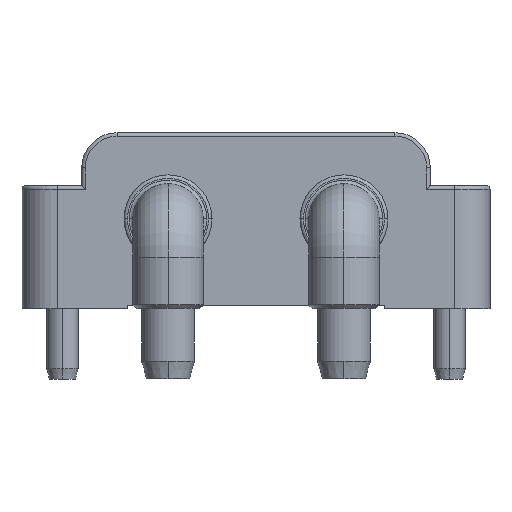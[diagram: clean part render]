
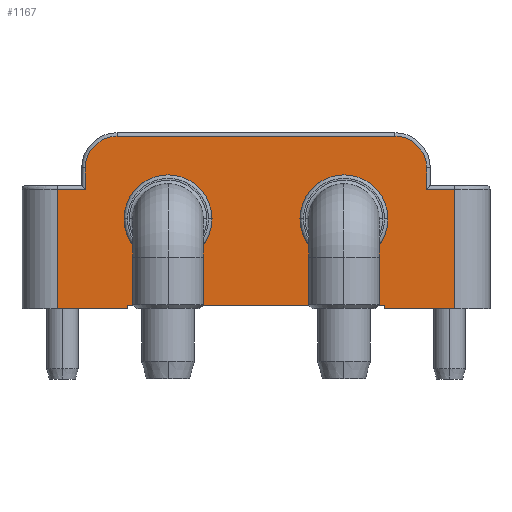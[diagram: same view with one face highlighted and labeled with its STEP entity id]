
A CAD part, top view. The second image highlights one B-rep face of the part: STEP entity #1167.
In plain terms, the highlighted planar face has unit normal (0, 0, 1).
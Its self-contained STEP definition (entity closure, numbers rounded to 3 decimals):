
#73 = LINE ( 'NONE', #2189, #2662 ) ;
#76 = LINE ( 'NONE', #1671, #2736 ) ;
#102 = CARTESIAN_POINT ( 'NONE',  ( -4.85, 4., 1.25 ) ) ;
#142 = CARTESIAN_POINT ( 'NONE',  ( 3.65, 0., 1.25 ) ) ;
#151 = ORIENTED_EDGE ( 'NONE', *, *, #869, .F. ) ;
#178 = EDGE_CURVE ( 'NONE', #2761, #3274, #1662, .T. ) ;
#194 = DIRECTION ( 'NONE',  ( 0., -1., 0. ) ) ;
#392 = VECTOR ( 'NONE', #4280, 1000. ) ;
#402 = CARTESIAN_POINT ( 'NONE',  ( -4.95, 4.9, 1.25 ) ) ;
#479 = ORIENTED_EDGE ( 'NONE', *, *, #178, .T. ) ;
#508 = ORIENTED_EDGE ( 'NONE', *, *, #5058, .F. ) ;
#521 = VERTEX_POINT ( 'NONE', #142 ) ;
#680 = ORIENTED_EDGE ( 'NONE', *, *, #4591, .F. ) ;
#717 = EDGE_CURVE ( 'NONE', #4619, #3255, #1968, .T. ) ;
#765 = DIRECTION ( 'NONE',  ( 1., 0., 0. ) ) ;
#797 = DIRECTION ( 'NONE',  ( 1., 0., 0. ) ) ;
#805 = VECTOR ( 'NONE', #797, 1000. ) ;
#847 = CARTESIAN_POINT ( 'NONE',  ( -4.85, 3.4, 1.25 ) ) ;
#869 = EDGE_CURVE ( 'NONE', #3571, #2502, #2533, .T. ) ;
#922 = EDGE_CURVE ( 'NONE', #2761, #3755, #3105, .T. ) ;
#943 = CARTESIAN_POINT ( 'NONE',  ( -5.65, 5., 1.25 ) ) ;
#944 = CARTESIAN_POINT ( 'NONE',  ( -3.95, 4.9, 1.25 ) ) ;
#967 = LINE ( 'NONE', #943, #3044 ) ;
#995 = CARTESIAN_POINT ( 'NONE',  ( -4.95, 5., 1.25 ) ) ;
#1041 = EDGE_CURVE ( 'NONE', #2088, #4579, #2867, .T. ) ;
#1058 = CARTESIAN_POINT ( 'NONE',  ( -5.65, 3.4, 1.25 ) ) ;
#1151 = VECTOR ( 'NONE', #4085, 1000. ) ;
#1167 = ADVANCED_FACE ( 'NONE', ( #4913 ), #1305, .F. ) ;
#1195 = CARTESIAN_POINT ( 'NONE',  ( -4.95, 3.4, 1.25 ) ) ;
#1244 = EDGE_CURVE ( 'NONE', #3755, #3571, #967, .T. ) ;
#1305 = PLANE ( 'NONE',  #2355 ) ;
#1314 = ORIENTED_EDGE ( 'NONE', *, *, #1869, .F. ) ;
#1357 = DIRECTION ( 'NONE',  ( 0., 0., -1. ) ) ;
#1409 = VECTOR ( 'NONE', #765, 1000. ) ;
#1490 = CARTESIAN_POINT ( 'NONE',  ( -3.65, 0.1, 1.25 ) ) ;
#1534 = VERTEX_POINT ( 'NONE', #2461 ) ;
#1538 = ORIENTED_EDGE ( 'NONE', *, *, #1041, .F. ) ;
#1548 = ORIENTED_EDGE ( 'NONE', *, *, #3572, .F. ) ;
#1662 = LINE ( 'NONE', #2934, #1151 ) ;
#1668 = DIRECTION ( 'NONE',  ( 0., 1., 0. ) ) ;
#1671 = CARTESIAN_POINT ( 'NONE',  ( -4.95, 0.1, 1.25 ) ) ;
#1715 = DIRECTION ( 'NONE',  ( -1., 0., 0. ) ) ;
#1723 = VECTOR ( 'NONE', #1715, 1000. ) ;
#1837 = CARTESIAN_POINT ( 'NONE',  ( 4.85, 3.4, 1.25 ) ) ;
#1848 = CARTESIAN_POINT ( 'NONE',  ( 3.65, 0.1, 1.25 ) ) ;
#1869 = EDGE_CURVE ( 'NONE', #4579, #521, #2719, .T. ) ;
#1878 = CARTESIAN_POINT ( 'NONE',  ( 4.85, 4., 1.25 ) ) ;
#1903 = CARTESIAN_POINT ( 'NONE',  ( 4.85, 4.527, 1.25 ) ) ;
#1943 =( BOUNDED_CURVE ( )  B_SPLINE_CURVE ( 3, ( #2721, #3119, #1903, #1878 ),
 .UNSPECIFIED., .F., .F. ) 
 B_SPLINE_CURVE_WITH_KNOTS ( ( 4, 4 ),
 ( 0., 1. ),
 .UNSPECIFIED. ) 
 CURVE ( )  GEOMETRIC_REPRESENTATION_ITEM ( )  RATIONAL_B_SPLINE_CURVE ( ( 1., 0.805, 0.805, 1. ) ) 
 REPRESENTATION_ITEM ( '' )  );
#1968 = LINE ( 'NONE', #402, #1409 ) ;
#1983 = LINE ( 'NONE', #1195, #805 ) ;
#2060 = VECTOR ( 'NONE', #194, 1000. ) ;
#2088 = VERTEX_POINT ( 'NONE', #4063 ) ;
#2156 = DIRECTION ( 'NONE',  ( 1., 0., 0. ) ) ;
#2189 = CARTESIAN_POINT ( 'NONE',  ( -4.85, 5., 1.25 ) ) ;
#2206 = ORIENTED_EDGE ( 'NONE', *, *, #3814, .T. ) ;
#2212 = VERTEX_POINT ( 'NONE', #1848 ) ;
#2222 = ORIENTED_EDGE ( 'NONE', *, *, #4875, .F. ) ;
#2340 = ORIENTED_EDGE ( 'NONE', *, *, #922, .F. ) ;
#2355 = AXIS2_PLACEMENT_3D ( 'NONE', #995, #1357, #2893 ) ;
#2368 = VECTOR ( 'NONE', #4468, 1000. ) ;
#2461 = CARTESIAN_POINT ( 'NONE',  ( 4.85, 4., 1.25 ) ) ;
#2502 = VERTEX_POINT ( 'NONE', #847 ) ;
#2524 = CARTESIAN_POINT ( 'NONE',  ( -3.95, 4.9, 1.25 ) ) ;
#2533 = LINE ( 'NONE', #3739, #4692 ) ;
#2535 = EDGE_LOOP ( 'NONE', ( #508, #2222, #4698, #4783, #2918, #1548, #151, #4623, #2340, #479, #680, #2206, #1314, #1538 ) ) ;
#2662 = VECTOR ( 'NONE', #1668, 1000. ) ;
#2719 = LINE ( 'NONE', #3143, #1723 ) ;
#2721 = CARTESIAN_POINT ( 'NONE',  ( 3.95, 4.9, 1.25 ) ) ;
#2736 = VECTOR ( 'NONE', #3566, 1000. ) ;
#2741 = CARTESIAN_POINT ( 'NONE',  ( -3.65, 0., 1.25 ) ) ;
#2761 = VERTEX_POINT ( 'NONE', #2741 ) ;
#2867 = LINE ( 'NONE', #4021, #2368 ) ;
#2893 = DIRECTION ( 'NONE',  ( -1., 0., 0. ) ) ;
#2918 = ORIENTED_EDGE ( 'NONE', *, *, #3202, .F. ) ;
#2934 = CARTESIAN_POINT ( 'NONE',  ( -3.65, 3.5, 1.25 ) ) ;
#3031 = LINE ( 'NONE', #4976, #2060 ) ;
#3035 = CARTESIAN_POINT ( 'NONE',  ( -4.85, 4., 1.25 ) ) ;
#3044 = VECTOR ( 'NONE', #3366, 1000. ) ;
#3070 = VERTEX_POINT ( 'NONE', #1837 ) ;
#3105 = LINE ( 'NONE', #3445, #4893 ) ;
#3119 = CARTESIAN_POINT ( 'NONE',  ( 4.477, 4.9, 1.25 ) ) ;
#3143 = CARTESIAN_POINT ( 'NONE',  ( -4.95, 0., 1.25 ) ) ;
#3202 = EDGE_CURVE ( 'NONE', #3519, #4619, #3736, .T. ) ;
#3255 = VERTEX_POINT ( 'NONE', #4968 ) ;
#3274 = VERTEX_POINT ( 'NONE', #1490 ) ;
#3366 = DIRECTION ( 'NONE',  ( 0., 1., 0. ) ) ;
#3408 = LINE ( 'NONE', #5122, #392 ) ;
#3445 = CARTESIAN_POINT ( 'NONE',  ( -4.95, 0., 1.25 ) ) ;
#3519 = VERTEX_POINT ( 'NONE', #3035 ) ;
#3566 = DIRECTION ( 'NONE',  ( -1., 0., 0. ) ) ;
#3571 = VERTEX_POINT ( 'NONE', #1058 ) ;
#3572 = EDGE_CURVE ( 'NONE', #2502, #3519, #73, .T. ) ;
#3736 =( BOUNDED_CURVE ( )  B_SPLINE_CURVE ( 3, ( #102, #4547, #4102, #944 ),
 .UNSPECIFIED., .F., .F. ) 
 B_SPLINE_CURVE_WITH_KNOTS ( ( 4, 4 ),
 ( 0., 1. ),
 .UNSPECIFIED. ) 
 CURVE ( )  GEOMETRIC_REPRESENTATION_ITEM ( )  RATIONAL_B_SPLINE_CURVE ( ( 1., 0.805, 0.805, 1. ) ) 
 REPRESENTATION_ITEM ( '' )  );
#3739 = CARTESIAN_POINT ( 'NONE',  ( -4.95, 3.4, 1.25 ) ) ;
#3755 = VERTEX_POINT ( 'NONE', #4531 ) ;
#3814 = EDGE_CURVE ( 'NONE', #2212, #521, #3031, .T. ) ;
#3992 = CARTESIAN_POINT ( 'NONE',  ( 5.65, 0., 1.25 ) ) ;
#4021 = CARTESIAN_POINT ( 'NONE',  ( 5.65, 5., 1.25 ) ) ;
#4063 = CARTESIAN_POINT ( 'NONE',  ( 5.65, 3.4, 1.25 ) ) ;
#4085 = DIRECTION ( 'NONE',  ( 0., 1., 0. ) ) ;
#4102 = CARTESIAN_POINT ( 'NONE',  ( -4.477, 4.9, 1.25 ) ) ;
#4280 = DIRECTION ( 'NONE',  ( 0., -1., 0. ) ) ;
#4312 = DIRECTION ( 'NONE',  ( -1., 0., 0. ) ) ;
#4468 = DIRECTION ( 'NONE',  ( 0., -1., 0. ) ) ;
#4531 = CARTESIAN_POINT ( 'NONE',  ( -5.65, 0., 1.25 ) ) ;
#4547 = CARTESIAN_POINT ( 'NONE',  ( -4.85, 4.527, 1.25 ) ) ;
#4579 = VERTEX_POINT ( 'NONE', #3992 ) ;
#4591 = EDGE_CURVE ( 'NONE', #2212, #3274, #76, .T. ) ;
#4619 = VERTEX_POINT ( 'NONE', #2524 ) ;
#4623 = ORIENTED_EDGE ( 'NONE', *, *, #1244, .F. ) ;
#4692 = VECTOR ( 'NONE', #2156, 1000. ) ;
#4698 = ORIENTED_EDGE ( 'NONE', *, *, #4766, .F. ) ;
#4766 = EDGE_CURVE ( 'NONE', #3255, #1534, #1943, .T. ) ;
#4783 = ORIENTED_EDGE ( 'NONE', *, *, #717, .F. ) ;
#4875 = EDGE_CURVE ( 'NONE', #1534, #3070, #3408, .T. ) ;
#4893 = VECTOR ( 'NONE', #4312, 1000. ) ;
#4913 = FACE_OUTER_BOUND ( 'NONE', #2535, .T. ) ;
#4968 = CARTESIAN_POINT ( 'NONE',  ( 3.95, 4.9, 1.25 ) ) ;
#4976 = CARTESIAN_POINT ( 'NONE',  ( 3.65, 3.5, 1.25 ) ) ;
#5058 = EDGE_CURVE ( 'NONE', #3070, #2088, #1983, .T. ) ;
#5122 = CARTESIAN_POINT ( 'NONE',  ( 4.85, 5., 1.25 ) ) ;
